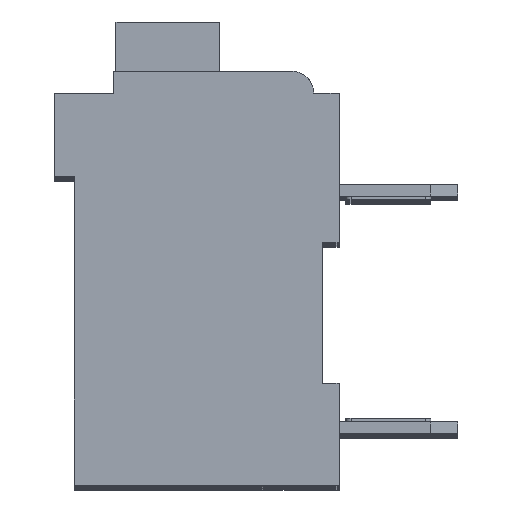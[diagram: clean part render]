
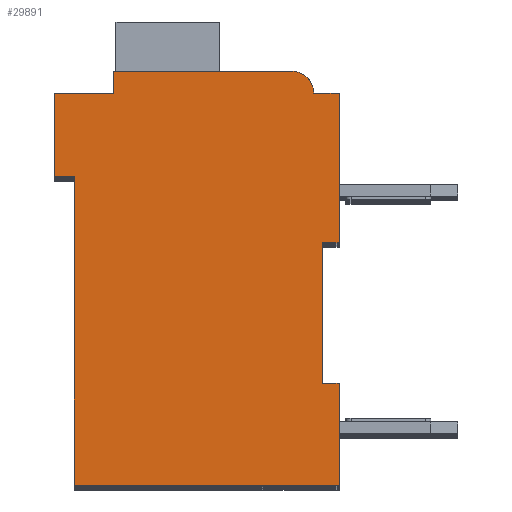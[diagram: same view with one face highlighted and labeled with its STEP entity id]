
A CAD part, top view. The second image highlights one B-rep face of the part: STEP entity #29891.
In plain terms, the highlighted planar face has unit normal (0, 0, 1).
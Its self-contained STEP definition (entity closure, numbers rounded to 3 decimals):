
#5378=DIRECTION('',(1.,0.,0.));
#5379=VECTOR('',#5378,0.5);
#5380=CARTESIAN_POINT('',(7.3,7.15,2.1));
#5381=LINE('',#5380,#5379);
#5382=DIRECTION('',(0.,1.,0.));
#5383=VECTOR('',#5382,4.15);
#5384=CARTESIAN_POINT('',(7.3,3.,2.1));
#5385=LINE('',#5384,#5383);
#5386=DIRECTION('',(-1.,0.,0.));
#5387=VECTOR('',#5386,0.5);
#5388=CARTESIAN_POINT('',(7.8,3.,2.1));
#5389=LINE('',#5388,#5387);
#5390=DIRECTION('',(0.,1.,0.));
#5391=VECTOR('',#5390,3.);
#5392=CARTESIAN_POINT('',(7.8,0.,2.1));
#5393=LINE('',#5392,#5391);
#5394=DIRECTION('',(1.,0.,0.));
#5395=VECTOR('',#5394,7.8);
#5396=CARTESIAN_POINT('',(0.,0.,2.1));
#5397=LINE('',#5396,#5395);
#5398=DIRECTION('',(0.,-1.,0.));
#5399=VECTOR('',#5398,9.1);
#5400=CARTESIAN_POINT('',(0.,9.1,2.1));
#5401=LINE('',#5400,#5399);
#5402=DIRECTION('',(1.,0.,0.));
#5403=VECTOR('',#5402,0.6);
#5404=CARTESIAN_POINT('',(-0.6,9.1,2.1));
#5405=LINE('',#5404,#5403);
#5406=DIRECTION('',(0.,-1.,0.));
#5407=VECTOR('',#5406,2.45);
#5408=CARTESIAN_POINT('',(-0.6,11.55,2.1));
#5409=LINE('',#5408,#5407);
#5410=DIRECTION('',(-1.,0.,0.));
#5411=VECTOR('',#5410,1.75);
#5412=CARTESIAN_POINT('',(1.15,11.55,2.1));
#5413=LINE('',#5412,#5411);
#5414=DIRECTION('',(0.,-1.,0.));
#5415=VECTOR('',#5414,0.65);
#5416=CARTESIAN_POINT('',(1.15,12.2,2.1));
#5417=LINE('',#5416,#5415);
#5418=DIRECTION('',(-1.,0.,0.));
#5419=VECTOR('',#5418,5.25);
#5420=CARTESIAN_POINT('',(6.4,12.2,2.1));
#5421=LINE('',#5420,#5419);
#5422=CARTESIAN_POINT('',(6.4,11.55,2.1));
#5423=DIRECTION('',(0.,0.,1.));
#5424=DIRECTION('',(1.,0.,0.));
#5425=AXIS2_PLACEMENT_3D('',#5422,#5423,#5424);
#5427=DIRECTION('',(-1.,0.,0.));
#5428=VECTOR('',#5427,0.75);
#5429=CARTESIAN_POINT('',(7.8,11.55,2.1));
#5430=LINE('',#5429,#5428);
#5431=DIRECTION('',(0.,1.,0.));
#5432=VECTOR('',#5431,4.4);
#5433=CARTESIAN_POINT('',(7.8,7.15,2.1));
#5434=LINE('',#5433,#5432);
#19447=CARTESIAN_POINT('',(7.3,7.15,2.1));
#19448=CARTESIAN_POINT('',(7.8,7.15,2.1));
#19449=VERTEX_POINT('',#19447);
#19450=VERTEX_POINT('',#19448);
#19451=CARTESIAN_POINT('',(7.8,11.55,2.1));
#19452=VERTEX_POINT('',#19451);
#19453=CARTESIAN_POINT('',(7.05,11.55,2.1));
#19454=VERTEX_POINT('',#19453);
#19455=CARTESIAN_POINT('',(6.4,12.2,2.1));
#19456=VERTEX_POINT('',#19455);
#19457=CARTESIAN_POINT('',(1.15,12.2,2.1));
#19458=VERTEX_POINT('',#19457);
#19459=CARTESIAN_POINT('',(1.15,11.55,2.1));
#19460=VERTEX_POINT('',#19459);
#19461=CARTESIAN_POINT('',(-0.6,11.55,2.1));
#19462=VERTEX_POINT('',#19461);
#19463=CARTESIAN_POINT('',(-0.6,9.1,2.1));
#19464=VERTEX_POINT('',#19463);
#19465=CARTESIAN_POINT('',(0.,9.1,2.1));
#19466=VERTEX_POINT('',#19465);
#19467=CARTESIAN_POINT('',(0.,0.,2.1));
#19468=VERTEX_POINT('',#19467);
#19469=CARTESIAN_POINT('',(7.8,0.,2.1));
#19470=VERTEX_POINT('',#19469);
#19471=CARTESIAN_POINT('',(7.8,3.,2.1));
#19472=VERTEX_POINT('',#19471);
#19473=CARTESIAN_POINT('',(7.3,3.,2.1));
#19474=VERTEX_POINT('',#19473);
#29867=CARTESIAN_POINT('',(0.,0.,2.1));
#29868=DIRECTION('',(0.,0.,1.));
#29869=DIRECTION('',(1.,0.,0.));
#29870=AXIS2_PLACEMENT_3D('',#29867,#29868,#29869);
#29871=PLANE('',#29870);
#29872=ORIENTED_EDGE('',*,*,#25568,.F.);
#29873=ORIENTED_EDGE('',*,*,#26534,.F.);
#29875=ORIENTED_EDGE('',*,*,#29874,.F.);
#29877=ORIENTED_EDGE('',*,*,#29876,.F.);
#29879=ORIENTED_EDGE('',*,*,#29878,.F.);
#29880=ORIENTED_EDGE('',*,*,#27296,.F.);
#29881=ORIENTED_EDGE('',*,*,#27488,.F.);
#29882=ORIENTED_EDGE('',*,*,#27837,.F.);
#29883=ORIENTED_EDGE('',*,*,#28191,.F.);
#29884=ORIENTED_EDGE('',*,*,#28260,.F.);
#29885=ORIENTED_EDGE('',*,*,#28769,.F.);
#29886=ORIENTED_EDGE('',*,*,#29543,.F.);
#29887=ORIENTED_EDGE('',*,*,#29351,.F.);
#29888=ORIENTED_EDGE('',*,*,#26090,.F.);
#29889=EDGE_LOOP('',(#29872,#29873,#29875,#29877,#29879,#29880,#29881,#29882,
#29883,#29884,#29885,#29886,#29887,#29888));
#29890=FACE_OUTER_BOUND('',#29889,.F.);
#5426=CIRCLE('',#5425,0.65);
#25568=EDGE_CURVE('',#19449,#19450,#5381,.T.);
#26090=EDGE_CURVE('',#19450,#19452,#5434,.T.);
#26534=EDGE_CURVE('',#19474,#19449,#5385,.T.);
#27296=EDGE_CURVE('',#19466,#19468,#5401,.T.);
#27488=EDGE_CURVE('',#19464,#19466,#5405,.T.);
#27837=EDGE_CURVE('',#19462,#19464,#5409,.T.);
#28191=EDGE_CURVE('',#19460,#19462,#5413,.T.);
#28260=EDGE_CURVE('',#19458,#19460,#5417,.T.);
#28769=EDGE_CURVE('',#19456,#19458,#5421,.T.);
#29351=EDGE_CURVE('',#19452,#19454,#5430,.T.);
#29543=EDGE_CURVE('',#19454,#19456,#5426,.T.);
#29874=EDGE_CURVE('',#19472,#19474,#5389,.T.);
#29876=EDGE_CURVE('',#19470,#19472,#5393,.T.);
#29878=EDGE_CURVE('',#19468,#19470,#5397,.T.);
#29891=ADVANCED_FACE('',(#29890),#29871,.T.);
